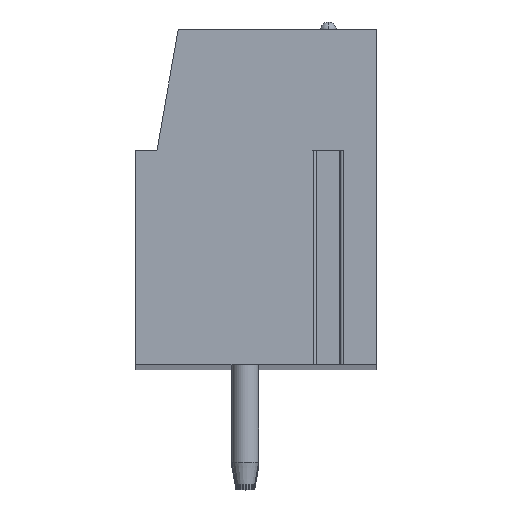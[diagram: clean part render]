
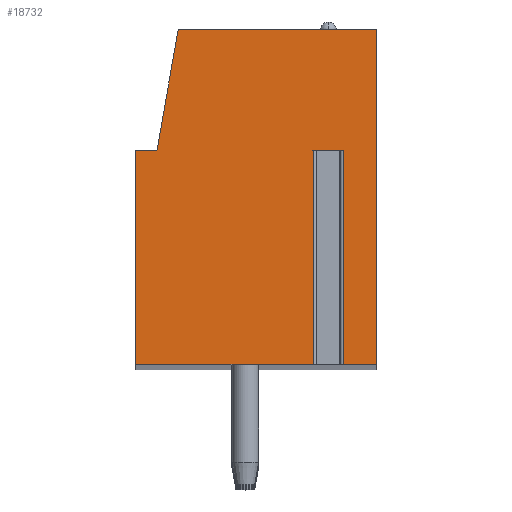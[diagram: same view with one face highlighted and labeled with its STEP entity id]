
A CAD part, top view. The second image highlights one B-rep face of the part: STEP entity #18732.
In plain terms, the highlighted planar face has unit normal (0, 0, 1).
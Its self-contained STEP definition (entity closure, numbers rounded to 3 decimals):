
#13=DIRECTION('',(-1.,0.,0.));
#14=VECTOR('',#13,1.112);
#15=CARTESIAN_POINT('',(3.256,1.75,109.22));
#16=LINE('',#15,#14);
#17=DIRECTION('',(0.,-1.,0.));
#18=VECTOR('',#17,8.);
#19=CARTESIAN_POINT('',(2.144,1.75,109.22));
#20=LINE('',#19,#18);
#21=DIRECTION('',(1.,0.,0.));
#22=VECTOR('',#21,6.644);
#23=CARTESIAN_POINT('',(-4.5,-6.25,109.22));
#24=LINE('',#23,#22);
#25=DIRECTION('',(0.,-1.,0.));
#26=VECTOR('',#25,8.);
#27=CARTESIAN_POINT('',(-4.5,1.75,109.22));
#28=LINE('',#27,#26);
#29=DIRECTION('',(-1.,0.,0.));
#30=VECTOR('',#29,0.8);
#31=CARTESIAN_POINT('',(-3.7,1.75,109.22));
#32=LINE('',#31,#30);
#33=DIRECTION('',(-0.174,-0.985,0.));
#34=VECTOR('',#33,4.569);
#35=CARTESIAN_POINT('',(-2.907,6.25,109.22));
#36=LINE('',#35,#34);
#37=DIRECTION('',(-1.,0.,0.));
#38=VECTOR('',#37,7.407);
#39=CARTESIAN_POINT('',(4.5,6.25,109.22));
#40=LINE('',#39,#38);
#41=DIRECTION('',(0.,1.,0.));
#42=VECTOR('',#41,12.5);
#43=CARTESIAN_POINT('',(4.5,-6.25,109.22));
#44=LINE('',#43,#42);
#45=DIRECTION('',(1.,0.,0.));
#46=VECTOR('',#45,1.244);
#47=CARTESIAN_POINT('',(3.256,-6.25,109.22));
#48=LINE('',#47,#46);
#49=DIRECTION('',(0.,-1.,0.));
#50=VECTOR('',#49,8.);
#51=CARTESIAN_POINT('',(3.256,1.75,109.22));
#52=LINE('',#51,#50);
#14757=CARTESIAN_POINT('',(-3.7,1.75,109.22));
#14758=CARTESIAN_POINT('',(-4.5,1.75,109.22));
#14759=VERTEX_POINT('',#14757);
#14760=VERTEX_POINT('',#14758);
#14761=CARTESIAN_POINT('',(-4.5,-6.25,109.22));
#14762=VERTEX_POINT('',#14761);
#14763=CARTESIAN_POINT('',(4.5,-6.25,109.22));
#14764=CARTESIAN_POINT('',(4.5,6.25,109.22));
#14765=VERTEX_POINT('',#14763);
#14766=VERTEX_POINT('',#14764);
#14767=CARTESIAN_POINT('',(-2.907,6.25,109.22));
#14768=VERTEX_POINT('',#14767);
#14817=CARTESIAN_POINT('',(3.256,1.75,109.22));
#14818=CARTESIAN_POINT('',(2.144,1.75,109.22));
#14819=VERTEX_POINT('',#14817);
#14820=VERTEX_POINT('',#14818);
#14821=CARTESIAN_POINT('',(2.144,-6.25,109.22));
#14822=VERTEX_POINT('',#14821);
#14823=CARTESIAN_POINT('',(3.256,-6.25,109.22));
#14824=VERTEX_POINT('',#14823);
#18705=CARTESIAN_POINT('',(0.,0.,109.22));
#18706=DIRECTION('',(0.,0.,1.));
#18707=DIRECTION('',(1.,0.,0.));
#18708=AXIS2_PLACEMENT_3D('',#18705,#18706,#18707);
#18709=PLANE('',#18708);
#18711=ORIENTED_EDGE('',*,*,#18710,.T.);
#18713=ORIENTED_EDGE('',*,*,#18712,.T.);
#18715=ORIENTED_EDGE('',*,*,#18714,.F.);
#18717=ORIENTED_EDGE('',*,*,#18716,.F.);
#18719=ORIENTED_EDGE('',*,*,#18718,.F.);
#18721=ORIENTED_EDGE('',*,*,#18720,.F.);
#18723=ORIENTED_EDGE('',*,*,#18722,.F.);
#18725=ORIENTED_EDGE('',*,*,#18724,.F.);
#18727=ORIENTED_EDGE('',*,*,#18726,.F.);
#18729=ORIENTED_EDGE('',*,*,#18728,.F.);
#18730=EDGE_LOOP('',(#18711,#18713,#18715,#18717,#18719,#18721,#18723,#18725,
#18727,#18729));
#18731=FACE_OUTER_BOUND('',#18730,.F.);
#18710=EDGE_CURVE('',#14819,#14820,#16,.T.);
#18712=EDGE_CURVE('',#14820,#14822,#20,.T.);
#18714=EDGE_CURVE('',#14762,#14822,#24,.T.);
#18716=EDGE_CURVE('',#14760,#14762,#28,.T.);
#18718=EDGE_CURVE('',#14759,#14760,#32,.T.);
#18720=EDGE_CURVE('',#14768,#14759,#36,.T.);
#18722=EDGE_CURVE('',#14766,#14768,#40,.T.);
#18724=EDGE_CURVE('',#14765,#14766,#44,.T.);
#18726=EDGE_CURVE('',#14824,#14765,#48,.T.);
#18728=EDGE_CURVE('',#14819,#14824,#52,.T.);
#18732=ADVANCED_FACE('',(#18731),#18709,.T.);
